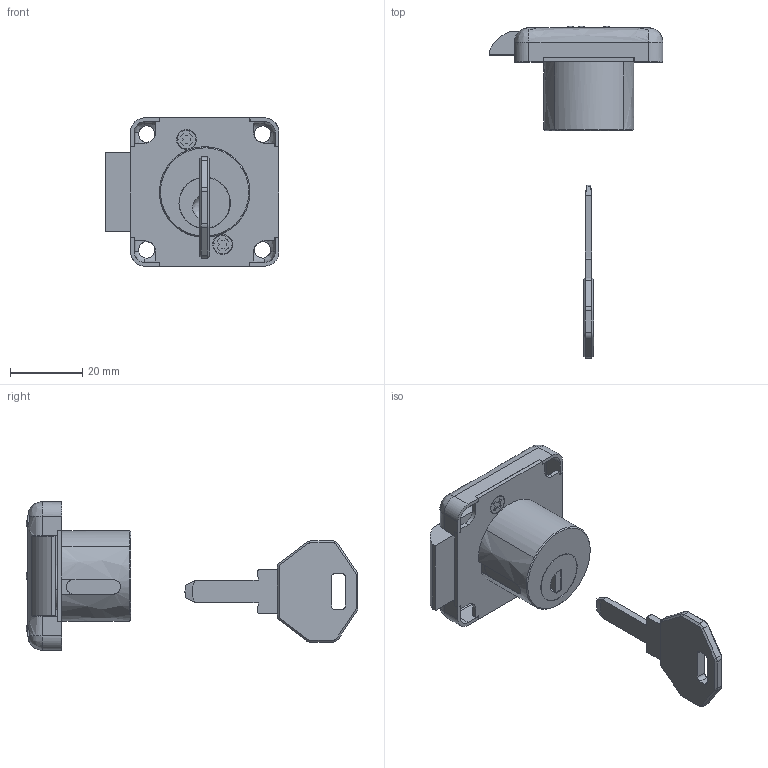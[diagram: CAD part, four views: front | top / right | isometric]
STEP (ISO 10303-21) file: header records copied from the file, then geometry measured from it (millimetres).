
FILE_DESCRIPTION((''),'2;1');
FILE_NAME('','2005-07-15T16:44:30',(''),(''),'','CADfix','');
FILE_SCHEMA(('AUTOMOTIVE_DESIGN'));
Length unit declared in the file: millimetre
Products named in the file (8): collar; pin; lock; latch; key; housing_B; housing_A; TL_325_11116_36
Assembly tree (8 placements, depth 2):
  TL_325_11116_36
    collar  x2
    pin
    lock
    latch
    key
    housing_B
    housing_A
Bounding box: 48 x 91.71 x 41 mm (x, y, z)
Volume: 17931.2 mm3; surface area: 14850.7 mm2
Topology: 8 solids, 8 shells, 310 faces, 883 edges, 586 vertices
Faces by surface type: bspline 310
Entity records: 9923 total; most frequent: CARTESIAN_POINT 5147, ORIENTED_EDGE 1608, EDGE_CURVE 804, VERTEX_POINT 531, QUASI_UNIFORM_CURVE 517, EDGE_LOOP 301, FACE_OUTER_BOUND 282, ADVANCED_FACE 282
